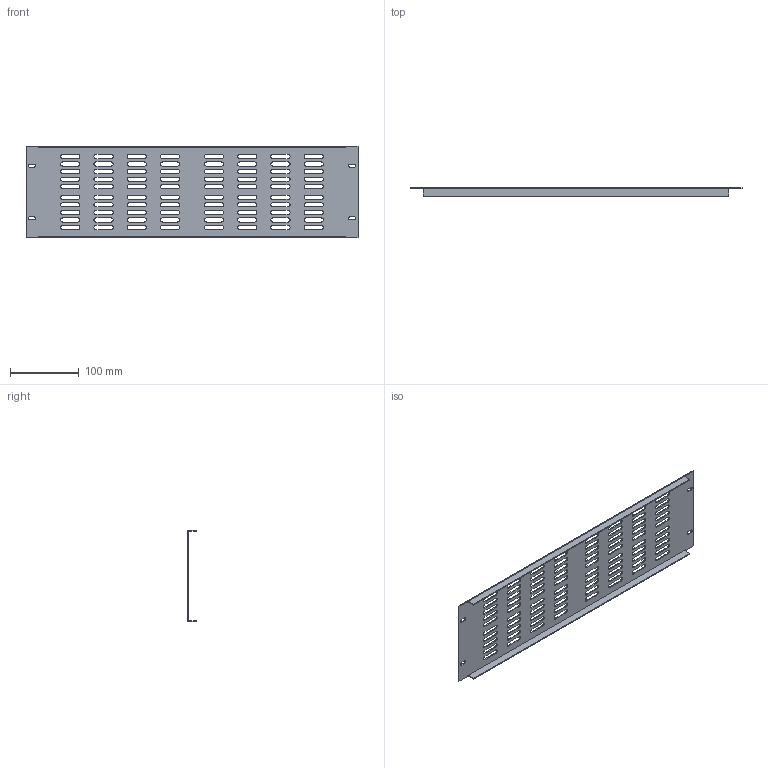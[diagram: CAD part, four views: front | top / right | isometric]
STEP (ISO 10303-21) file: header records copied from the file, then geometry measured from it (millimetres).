
FILE_DESCRIPTION (( 'STEP AP214' ), '1' );
FILE_NAME ('RP00022-3.STEP', '2018-11-27T19:19:06', ( '' ), ( '' ), 'SwSTEP 2.0', 'SolidWorks 2017', '' );
FILE_SCHEMA (( 'AUTOMOTIVE_DESIGN' ));
Length unit declared in the file: inch
Products named in the file (1): RP00022-3
Bounding box: 482 x 12.5 x 133.5 mm (x, y, z)
Volume: 91300.6 mm3; surface area: 131359.3 mm2
Topology: 1 solids, 1 shells, 364 faces, 1086 edges, 724 vertices
Faces by surface type: plane 196, cylinder 168
Entity records: 16946 total; most frequent: CARTESIAN_POINT 2175, ORIENTED_EDGE 2172, DIRECTION 2152, EDGE_CURVE 1086, LINE 750, VECTOR 750, VERTEX_POINT 724, AXIS2_PLACEMENT_3D 701
